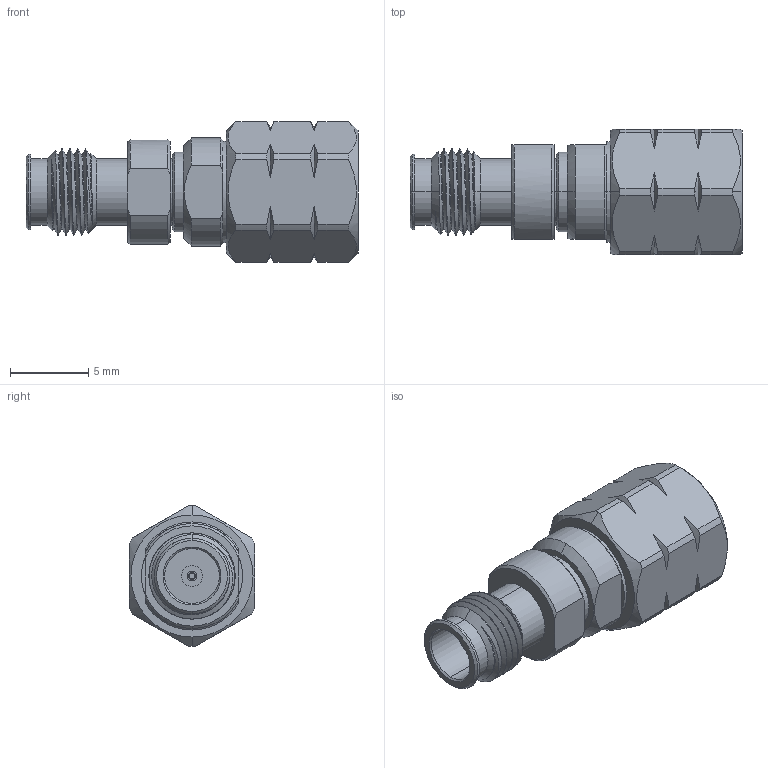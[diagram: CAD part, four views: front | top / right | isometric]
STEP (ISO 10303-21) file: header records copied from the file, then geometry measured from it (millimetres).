
FILE_DESCRIPTION (( 'STEP AP214' ), '1' );
FILE_NAME ('FMAD10016_3D.step', '2024-06-18T16:17:06', ( '' ), ( '' ), 'SwSTEP 2.0', 'SolidWorks 2022', '' );
FILE_SCHEMA (( 'AUTOMOTIVE_DESIGN' ));
Length unit declared in the file: millimetre
Products named in the file (1): FMAD10016_3D
Bounding box: 21.2 x 8 x 9 mm (x, y, z)
Volume: 608.9 mm3; surface area: 866.1 mm2
Topology: 1 solids, 1 shells, 209 faces, 544 edges, 352 vertices
Faces by surface type: cylinder 93, cone 71, plane 40, bspline 5
Entity records: 9910 total; most frequent: CARTESIAN_POINT 4953, ORIENTED_EDGE 1088, DIRECTION 958, EDGE_CURVE 544, AXIS2_PLACEMENT_3D 391, VERTEX_POINT 352, EDGE_LOOP 224, ADVANCED_FACE 209
